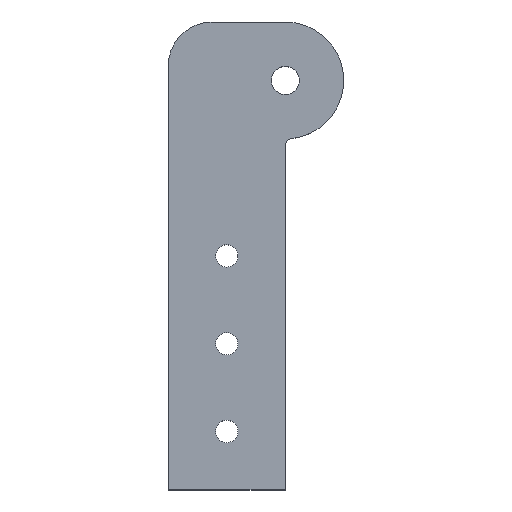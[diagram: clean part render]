
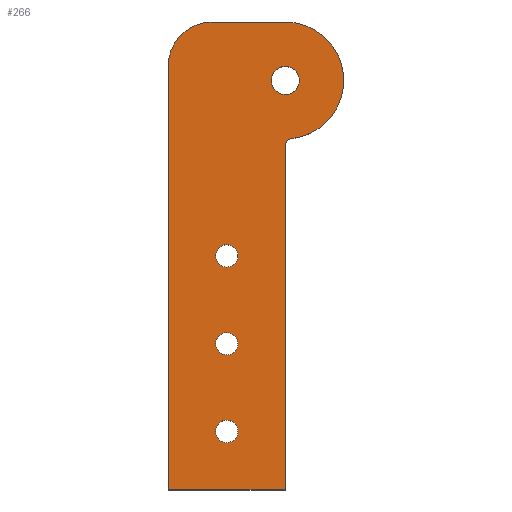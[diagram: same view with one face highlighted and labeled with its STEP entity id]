
A CAD part, top view. The second image highlights one B-rep face of the part: STEP entity #266.
In plain terms, the highlighted planar face has unit normal (0, 0, 1).
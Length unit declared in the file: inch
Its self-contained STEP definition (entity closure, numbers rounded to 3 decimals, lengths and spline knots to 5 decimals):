
#15=FACE_BOUND('',#46,.T.);
#16=FACE_BOUND('',#47,.T.);
#17=FACE_BOUND('',#48,.T.);
#18=FACE_BOUND('',#49,.T.);
#23=PLANE('',#305);
#32=FACE_OUTER_BOUND('',#45,.T.);
#45=EDGE_LOOP('',(#194,#195,#196,#197,#198,#199,#200));
#46=EDGE_LOOP('',(#201,#202));
#47=EDGE_LOOP('',(#203,#204));
#48=EDGE_LOOP('',(#205,#206));
#49=EDGE_LOOP('',(#207,#208));
#68=LINE('',#437,#87);
#69=LINE('',#439,#88);
#70=LINE('',#440,#89);
#71=LINE('',#441,#90);
#87=VECTOR('',#354,0.3937);
#88=VECTOR('',#355,0.3937);
#89=VECTOR('',#356,0.3937);
#90=VECTOR('',#357,0.3937);
#102=CIRCLE('',#298,0.0625);
#104=CIRCLE('',#301,0.5);
#105=CIRCLE('',#303,0.375);
#107=CIRCLE('',#306,0.0955);
#108=CIRCLE('',#307,0.0955);
#109=CIRCLE('',#308,0.0955);
#110=CIRCLE('',#309,0.0955);
#111=CIRCLE('',#310,0.0955);
#112=CIRCLE('',#311,0.0955);
#113=CIRCLE('',#312,0.12);
#114=CIRCLE('',#313,0.12);
#121=VERTEX_POINT('',#415);
#122=VERTEX_POINT('',#417);
#124=VERTEX_POINT('',#423);
#125=VERTEX_POINT('',#427);
#126=VERTEX_POINT('',#428);
#129=VERTEX_POINT('',#436);
#130=VERTEX_POINT('',#438);
#131=VERTEX_POINT('',#442);
#132=VERTEX_POINT('',#443);
#133=VERTEX_POINT('',#446);
#134=VERTEX_POINT('',#447);
#135=VERTEX_POINT('',#450);
#136=VERTEX_POINT('',#451);
#137=VERTEX_POINT('',#454);
#138=VERTEX_POINT('',#455);
#147=EDGE_CURVE('',#121,#122,#102,.T.);
#151=EDGE_CURVE('',#121,#124,#104,.T.);
#152=EDGE_CURVE('',#125,#126,#105,.T.);
#156=EDGE_CURVE('',#125,#129,#68,.T.);
#157=EDGE_CURVE('',#129,#130,#69,.T.);
#158=EDGE_CURVE('',#130,#122,#70,.T.);
#159=EDGE_CURVE('',#124,#126,#71,.T.);
#160=EDGE_CURVE('',#131,#132,#107,.T.);
#161=EDGE_CURVE('',#132,#131,#108,.T.);
#162=EDGE_CURVE('',#133,#134,#109,.T.);
#163=EDGE_CURVE('',#134,#133,#110,.T.);
#164=EDGE_CURVE('',#135,#136,#111,.T.);
#165=EDGE_CURVE('',#136,#135,#112,.T.);
#166=EDGE_CURVE('',#137,#138,#113,.T.);
#167=EDGE_CURVE('',#138,#137,#114,.T.);
#194=ORIENTED_EDGE('',*,*,#152,.F.);
#195=ORIENTED_EDGE('',*,*,#156,.T.);
#196=ORIENTED_EDGE('',*,*,#157,.T.);
#197=ORIENTED_EDGE('',*,*,#158,.T.);
#198=ORIENTED_EDGE('',*,*,#147,.F.);
#199=ORIENTED_EDGE('',*,*,#151,.T.);
#200=ORIENTED_EDGE('',*,*,#159,.T.);
#201=ORIENTED_EDGE('',*,*,#160,.T.);
#202=ORIENTED_EDGE('',*,*,#161,.T.);
#203=ORIENTED_EDGE('',*,*,#162,.T.);
#204=ORIENTED_EDGE('',*,*,#163,.T.);
#205=ORIENTED_EDGE('',*,*,#164,.T.);
#206=ORIENTED_EDGE('',*,*,#165,.T.);
#207=ORIENTED_EDGE('',*,*,#166,.T.);
#208=ORIENTED_EDGE('',*,*,#167,.T.);
#266=ADVANCED_FACE('',(#32,#15,#16,#17,#18),#23,.T.);
#298=AXIS2_PLACEMENT_3D('',#418,#334,#335);
#301=AXIS2_PLACEMENT_3D('',#425,#342,#343);
#303=AXIS2_PLACEMENT_3D('',#429,#346,#347);
#305=AXIS2_PLACEMENT_3D('',#435,#352,#353);
#306=AXIS2_PLACEMENT_3D('',#444,#358,#359);
#307=AXIS2_PLACEMENT_3D('',#445,#360,#361);
#308=AXIS2_PLACEMENT_3D('',#448,#362,#363);
#309=AXIS2_PLACEMENT_3D('',#449,#364,#365);
#310=AXIS2_PLACEMENT_3D('',#452,#366,#367);
#311=AXIS2_PLACEMENT_3D('',#453,#368,#369);
#312=AXIS2_PLACEMENT_3D('',#456,#370,#371);
#313=AXIS2_PLACEMENT_3D('',#457,#372,#373);
#334=DIRECTION('center_axis',(0.,0.,1.));
#335=DIRECTION('ref_axis',(-0.745,0.667,0.));
#342=DIRECTION('center_axis',(0.,0.,1.));
#343=DIRECTION('ref_axis',(0.,1.,0.));
#346=DIRECTION('center_axis',(0.,0.,-1.));
#347=DIRECTION('ref_axis',(-0.707,0.707,0.));
#352=DIRECTION('center_axis',(0.,0.,1.));
#353=DIRECTION('ref_axis',(1.,0.,0.));
#354=DIRECTION('',(0.,-1.,0.));
#355=DIRECTION('',(1.,0.,0.));
#356=DIRECTION('',(0.,1.,0.));
#357=DIRECTION('',(-1.,0.,0.));
#358=DIRECTION('center_axis',(0.,0.,-1.));
#359=DIRECTION('ref_axis',(1.,0.,0.));
#360=DIRECTION('center_axis',(0.,0.,-1.));
#361=DIRECTION('ref_axis',(1.,0.,0.));
#362=DIRECTION('center_axis',(0.,0.,-1.));
#363=DIRECTION('ref_axis',(1.,0.,0.));
#364=DIRECTION('center_axis',(0.,0.,-1.));
#365=DIRECTION('ref_axis',(1.,0.,0.));
#366=DIRECTION('center_axis',(0.,0.,-1.));
#367=DIRECTION('ref_axis',(1.,0.,0.));
#368=DIRECTION('center_axis',(0.,0.,-1.));
#369=DIRECTION('ref_axis',(1.,0.,0.));
#370=DIRECTION('center_axis',(0.,0.,-1.));
#371=DIRECTION('ref_axis',(1.,0.,0.));
#372=DIRECTION('center_axis',(0.,0.,-1.));
#373=DIRECTION('ref_axis',(1.,0.,0.));
#415=CARTESIAN_POINT('',(1.05556,3.0031,0.125));
#417=CARTESIAN_POINT('',(1.,2.94098,0.125));
#418=CARTESIAN_POINT('Origin',(1.0625,2.94098,0.125));
#423=CARTESIAN_POINT('',(1.,4.,0.125));
#425=CARTESIAN_POINT('Origin',(1.,3.5,0.125));
#427=CARTESIAN_POINT('',(0.,3.625,0.125));
#428=CARTESIAN_POINT('',(0.375,4.,0.125));
#429=CARTESIAN_POINT('Origin',(0.375,3.625,0.125));
#435=CARTESIAN_POINT('Origin',(0.54559,2.02625,0.125));
#436=CARTESIAN_POINT('',(0.,0.,0.125));
#437=CARTESIAN_POINT('',(0.,0.,0.125));
#438=CARTESIAN_POINT('',(1.,0.,0.125));
#439=CARTESIAN_POINT('',(1.,0.,0.125));
#440=CARTESIAN_POINT('',(1.,4.,0.125));
#441=CARTESIAN_POINT('',(0.,4.,0.125));
#442=CARTESIAN_POINT('',(0.5955,1.25,0.125));
#443=CARTESIAN_POINT('',(0.4045,1.25,0.125));
#444=CARTESIAN_POINT('Origin',(0.5,1.25,0.125));
#445=CARTESIAN_POINT('Origin',(0.5,1.25,0.125));
#446=CARTESIAN_POINT('',(0.5955,2.,0.125));
#447=CARTESIAN_POINT('',(0.4045,2.,0.125));
#448=CARTESIAN_POINT('Origin',(0.5,2.,0.125));
#449=CARTESIAN_POINT('Origin',(0.5,2.,0.125));
#450=CARTESIAN_POINT('',(0.5955,0.5,0.125));
#451=CARTESIAN_POINT('',(0.4045,0.5,0.125));
#452=CARTESIAN_POINT('Origin',(0.5,0.5,0.125));
#453=CARTESIAN_POINT('Origin',(0.5,0.5,0.125));
#454=CARTESIAN_POINT('',(1.12,3.5,0.125));
#455=CARTESIAN_POINT('',(0.88,3.5,0.125));
#456=CARTESIAN_POINT('Origin',(1.,3.5,0.125));
#457=CARTESIAN_POINT('Origin',(1.,3.5,0.125));
